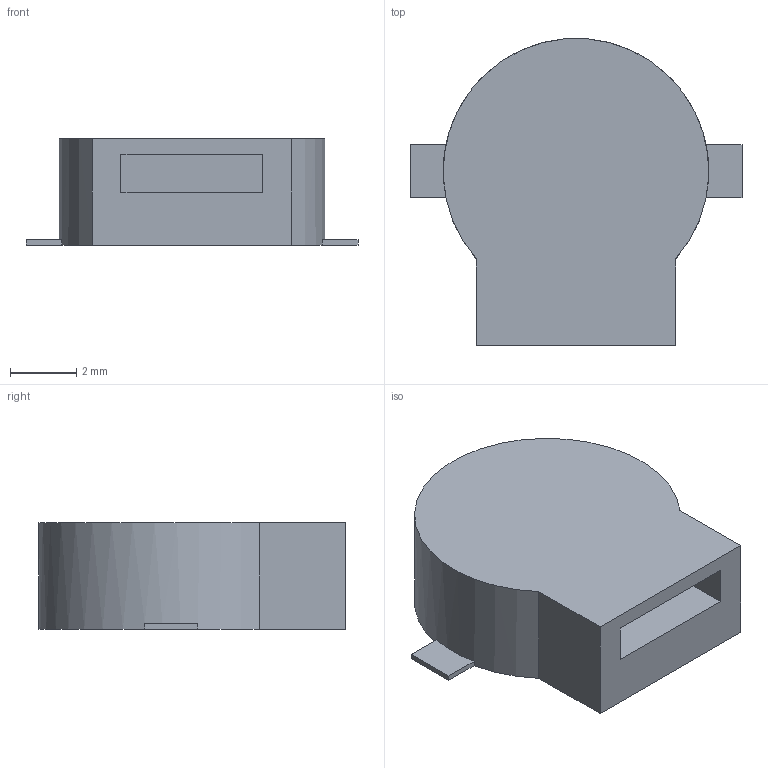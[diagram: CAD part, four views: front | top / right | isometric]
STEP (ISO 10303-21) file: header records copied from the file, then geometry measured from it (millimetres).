
FILE_DESCRIPTION(('FreeCAD Model'),'2;1');
FILE_NAME('Open CASCADE Shape Model','2025-01-19T23:42:57',(''),(''), 'Open CASCADE STEP processor 7.8','FreeCAD','Unknown');
FILE_SCHEMA(('AUTOMOTIVE_DESIGN { 1 0 10303 214 1 1 1 1 }'));
Length unit declared in the file: millimetre
Products named in the file (1): Pocket
Bounding box: 10 x 9.25 x 3.2 mm (x, y, z)
Volume: 168.6 mm3; surface area: 276.5 mm2
Topology: 1 solids, 1 shells, 19 faces, 48 edges, 32 vertices
Faces by surface type: plane 18, cylinder 1
Entity records: 590 total; most frequent: CARTESIAN_POINT 100, ORIENTED_EDGE 96, DIRECTION 94, EDGE_CURVE 48, LINE 42, VECTOR 42, VERTEX_POINT 32, AXIS2_PLACEMENT_3D 26
